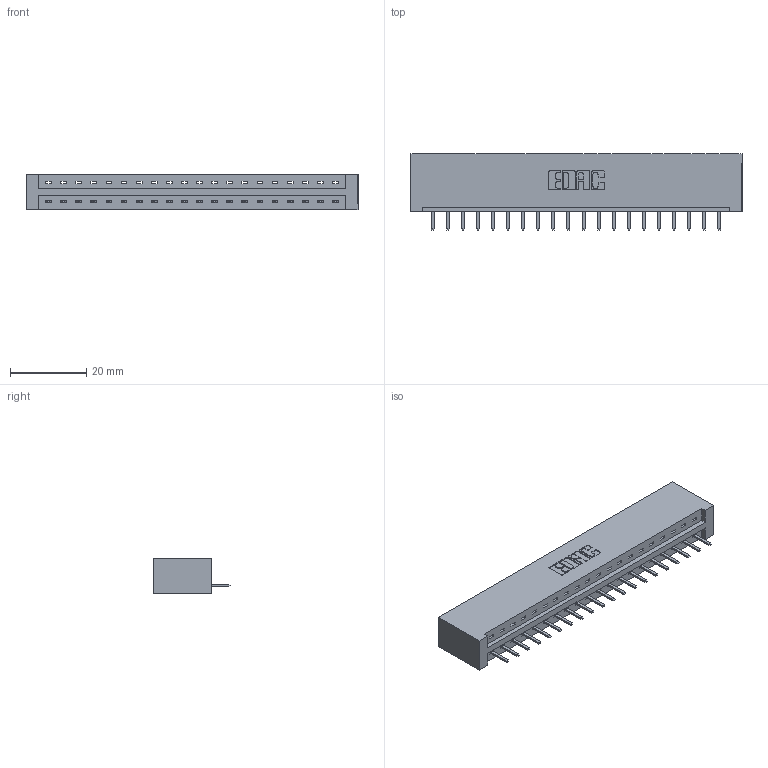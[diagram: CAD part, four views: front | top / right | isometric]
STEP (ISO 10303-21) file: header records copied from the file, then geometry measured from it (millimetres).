
FILE_DESCRIPTION (( 'STEP AP203' ), '1' );
FILE_NAME ('337-020-520-101.STEP', '2018-08-05T08:06:58', ( '' ), ( '' ), 'SwSTEP 2.0', 'SolidWorks 2016', '' );
FILE_SCHEMA (( 'CONFIG_CONTROL_DESIGN' ));
Length unit declared in the file: inch
Products named in the file (3): 337 Part_No Mounting Lugs; 345-292-001_345-293-120; 337-020-520-101
Assembly tree (21 placements, depth 2):
  337-020-520-101
    337 Part_No Mounting Lugs
    345-292-001_345-293-120  x20
Bounding box: 87.12 x 20.02 x 9.4 mm (x, y, z)
Volume: 9460.7 mm3; surface area: 9428.5 mm2
Topology: 21 solids, 21 shells, 1426 faces, 4207 edges, 2750 vertices
Faces by surface type: plane 1026, cylinder 400
Entity records: 17549 total; most frequent: CARTESIAN_POINT 3074, ORIENTED_EDGE 3018, DIRECTION 2613, EDGE_CURVE 1509, VECTOR 1385, LINE 1385, VERTEX_POINT 1002, AXIS2_PLACEMENT_3D 614
